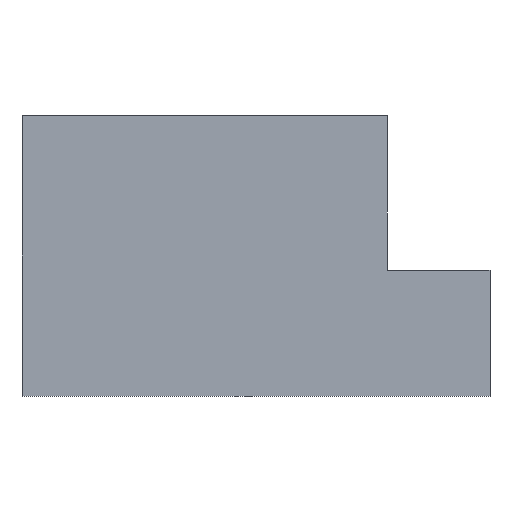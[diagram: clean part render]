
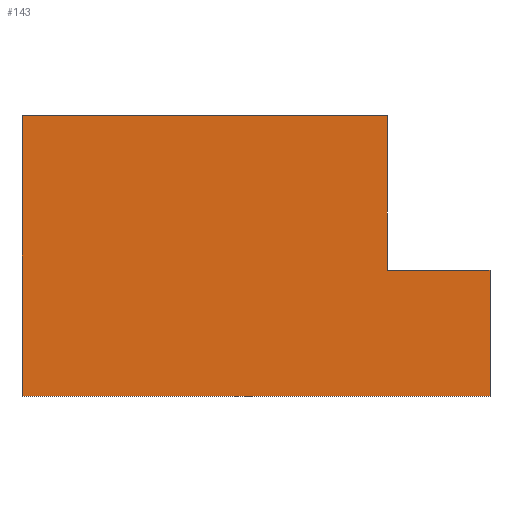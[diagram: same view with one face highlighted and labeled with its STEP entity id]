
A CAD part, front view. The second image highlights one B-rep face of the part: STEP entity #143.
In plain terms, the highlighted planar face has unit normal (0, -1, 0).
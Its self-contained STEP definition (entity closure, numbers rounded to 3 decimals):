
#17=FACE_OUTER_BOUND('',#25,.T.);
#25=EDGE_LOOP('',(#105,#106,#107,#108,#109,#110));
#31=LINE('',#211,#49);
#35=LINE('',#219,#53);
#38=LINE('',#225,#56);
#39=LINE('',#227,#57);
#40=LINE('',#229,#58);
#41=LINE('',#230,#59);
#49=VECTOR('',#175,10.);
#53=VECTOR('',#181,10.);
#56=VECTOR('',#186,10.);
#57=VECTOR('',#187,10.);
#58=VECTOR('',#188,10.);
#59=VECTOR('',#189,10.);
#67=VERTEX_POINT('',#209);
#68=VERTEX_POINT('',#210);
#71=VERTEX_POINT('',#218);
#73=VERTEX_POINT('',#224);
#74=VERTEX_POINT('',#226);
#75=VERTEX_POINT('',#228);
#79=EDGE_CURVE('',#67,#68,#31,.T.);
#83=EDGE_CURVE('',#71,#67,#35,.T.);
#86=EDGE_CURVE('',#73,#68,#38,.T.);
#87=EDGE_CURVE('',#74,#73,#39,.T.);
#88=EDGE_CURVE('',#75,#74,#40,.T.);
#89=EDGE_CURVE('',#71,#75,#41,.T.);
#105=ORIENTED_EDGE('',*,*,#83,.T.);
#106=ORIENTED_EDGE('',*,*,#79,.T.);
#107=ORIENTED_EDGE('',*,*,#86,.F.);
#108=ORIENTED_EDGE('',*,*,#87,.F.);
#109=ORIENTED_EDGE('',*,*,#88,.F.);
#110=ORIENTED_EDGE('',*,*,#89,.F.);
#135=PLANE('',#165);
#143=ADVANCED_FACE('',(#17),#135,.F.);
#165=AXIS2_PLACEMENT_3D('',#223,#184,#185);
#175=DIRECTION('',(0.,0.,1.));
#181=DIRECTION('',(-1.,0.,0.));
#184=DIRECTION('center_axis',(0.,1.,0.));
#185=DIRECTION('ref_axis',(1.,0.,0.));
#186=DIRECTION('',(1.,0.,0.));
#187=DIRECTION('',(0.,0.,1.));
#188=DIRECTION('',(-1.,0.,0.));
#189=DIRECTION('',(0.,0.,-1.));
#209=CARTESIAN_POINT('',(39.028,0.,-16.521));
#210=CARTESIAN_POINT('',(39.028,0.,0.));
#211=CARTESIAN_POINT('',(39.028,0.,-7.5));
#218=CARTESIAN_POINT('',(50.,0.,-16.521));
#219=CARTESIAN_POINT('',(32.014,0.,-16.521));
#223=CARTESIAN_POINT('Origin',(25.,0.,-15.));
#224=CARTESIAN_POINT('',(0.,0.,0.));
#225=CARTESIAN_POINT('',(0.,0.,0.));
#226=CARTESIAN_POINT('',(0.,0.,-30.));
#227=CARTESIAN_POINT('',(0.,0.,-30.));
#228=CARTESIAN_POINT('',(50.,0.,-30.));
#229=CARTESIAN_POINT('',(50.,0.,-30.));
#230=CARTESIAN_POINT('',(50.,0.,0.));
